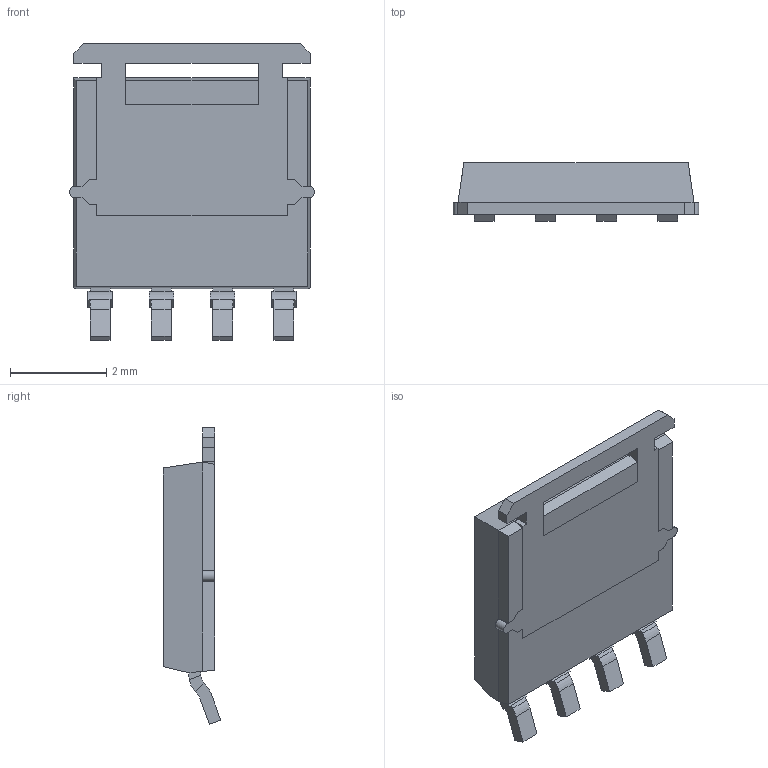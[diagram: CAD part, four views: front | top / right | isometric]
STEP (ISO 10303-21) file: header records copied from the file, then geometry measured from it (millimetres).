
FILE_DESCRIPTION (( 'STEP AP214' ), '1' );
FILE_NAME ('SQJ409EP-T1_GE3.STEP', '2021-09-29T14:12:27', ( '' ), ( '' ), 'SwSTEP 2.0', 'SolidWorks 2018', '' );
FILE_SCHEMA (( 'AUTOMOTIVE_DESIGN' ));
Length unit declared in the file: millimetre
Products named in the file (2): SQJ409EP-T1_GE3
Bounding box: 5.09 x 1.2 x 6.15 mm (x, y, z)
Volume: 23 mm3; surface area: 100.5 mm2
Topology: 2 solids, 2 shells, 165 faces, 438 edges, 278 vertices
Faces by surface type: plane 141, cylinder 24
Entity records: 6885 total; most frequent: CARTESIAN_POINT 895, ORIENTED_EDGE 876, DIRECTION 820, EDGE_CURVE 438, LINE 382, VECTOR 382, VERTEX_POINT 278, AXIS2_PLACEMENT_3D 219
